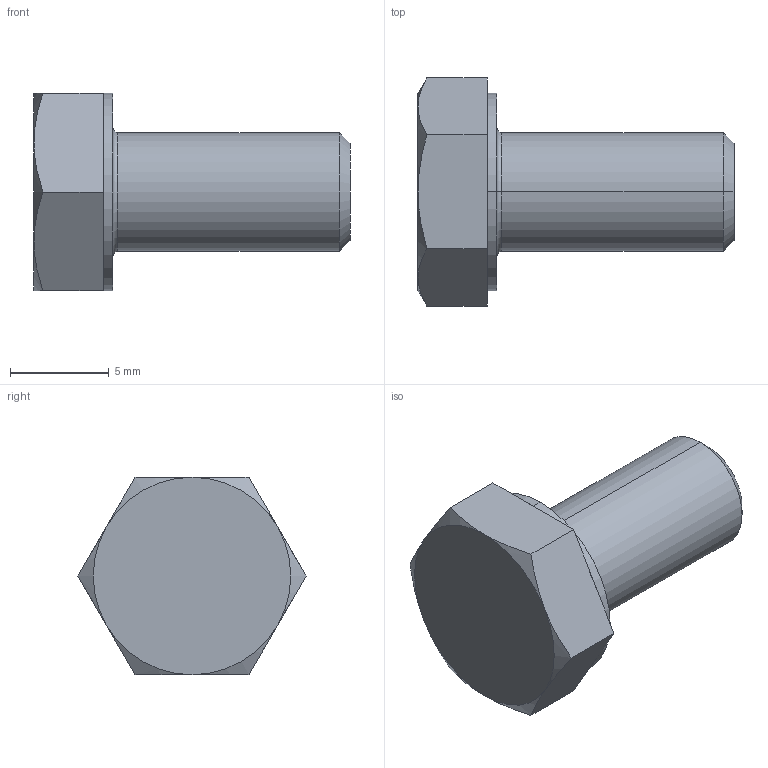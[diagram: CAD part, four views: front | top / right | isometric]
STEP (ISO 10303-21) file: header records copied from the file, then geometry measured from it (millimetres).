
FILE_DESCRIPTION (( 'STEP AP203' ), '1' );
FILE_NAME ('SE_01_2_0014.STEP', '2020-10-21T10:52:55', ( '' ), ( '' ), 'SwSTEP 2.0', 'SolidWorks 2017', '' );
FILE_SCHEMA (( 'CONFIG_CONTROL_DESIGN' ));
Length unit declared in the file: millimetre
Products named in the file (1): SE_01_2_0014
Bounding box: 16 x 11.55 x 10 mm (x, y, z)
Volume: 678.1 mm3; surface area: 523.8 mm2
Topology: 1 solids, 1 shells, 29 faces, 60 edges, 34 vertices
Faces by surface type: plane 15, cone 8, cylinder 4, torus 2
Entity records: 867 total; most frequent: CARTESIAN_POINT 184, DIRECTION 132, ORIENTED_EDGE 120, EDGE_CURVE 60, AXIS2_PLACEMENT_3D 54, VERTEX_POINT 34, EDGE_LOOP 30, FACE_OUTER_BOUND 29
